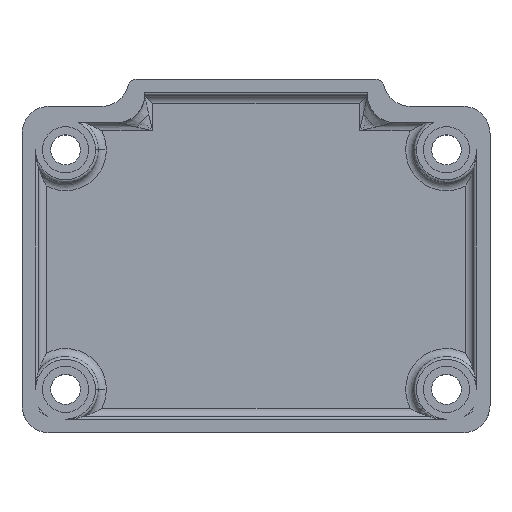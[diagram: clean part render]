
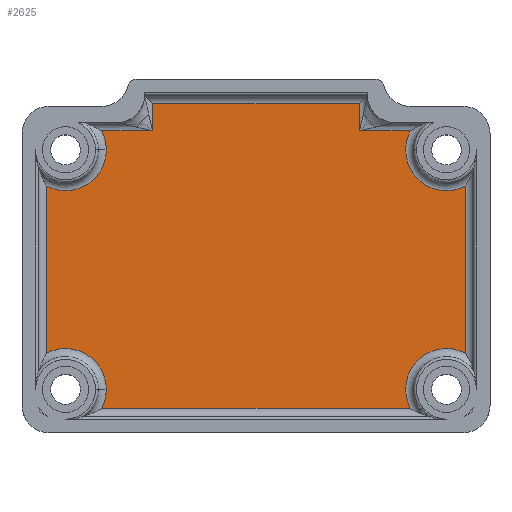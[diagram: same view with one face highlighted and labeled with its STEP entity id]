
A CAD part, top view. The second image highlights one B-rep face of the part: STEP entity #2625.
In plain terms, the highlighted planar face has unit normal (0, 0, 1).
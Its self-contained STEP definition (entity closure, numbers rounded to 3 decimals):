
#47 = CIRCLE ( 'NONE', #1263, 7.5 ) ;
#248 = FACE_OUTER_BOUND ( 'NONE', #2095, .T. ) ;
#408 = CIRCLE ( 'NONE', #1457, 7.5 ) ;
#432 = VECTOR ( 'NONE', #3291, 1000. ) ;
#434 = VECTOR ( 'NONE', #3289, 1000. ) ;
#435 = LINE ( 'NONE', #3290, #432 ) ;
#436 = VECTOR ( 'NONE', #3287, 1000. ) ;
#437 = LINE ( 'NONE', #3288, #434 ) ;
#440 = LINE ( 'NONE', #3286, #436 ) ;
#443 = VECTOR ( 'NONE', #3254, 1000. ) ;
#446 = LINE ( 'NONE', #3253, #443 ) ;
#447 = VECTOR ( 'NONE', #1162, 1000. ) ;
#448 = CIRCLE ( 'NONE', #1470, 7.5 ) ;
#450 = LINE ( 'NONE', #1160, #447 ) ;
#452 = VECTOR ( 'NONE', #3252, 1000. ) ;
#454 = LINE ( 'NONE', #1163, #452 ) ;
#455 = CIRCLE ( 'NONE', #1471, 7.5 ) ;
#458 = VECTOR ( 'NONE', #3464, 1000. ) ;
#460 = VECTOR ( 'NONE', #3454, 1000. ) ;
#461 = LINE ( 'NONE', #3463, #458 ) ;
#462 = CIRCLE ( 'NONE', #1472, 7.5 ) ;
#463 = LINE ( 'NONE', #3459, #460 ) ;
#465 = CIRCLE ( 'NONE', #1475, 7.5 ) ;
#739 = CARTESIAN_POINT ( 'NONE',  ( -27.5, 22.406, 3. ) ) ;
#740 = CARTESIAN_POINT ( 'NONE',  ( -28.367, 25.906, 3. ) ) ;
#743 = CARTESIAN_POINT ( 'NONE',  ( -27.5, -21.594, 3. ) ) ;
#744 = CARTESIAN_POINT ( 'NONE',  ( -38.5, -14.961, 3. ) ) ;
#781 = CARTESIAN_POINT ( 'NONE',  ( -38.5, 15.772, 3. ) ) ;
#784 = CARTESIAN_POINT ( 'NONE',  ( 28.367, -25.094, 3. ) ) ;
#785 = CARTESIAN_POINT ( 'NONE',  ( -28.367, -25.094, 3. ) ) ;
#924 = CARTESIAN_POINT ( 'NONE',  ( -35., -21.594, 3. ) ) ;
#925 = DIRECTION ( 'NONE',  ( 0., 0., -1. ) ) ;
#926 = DIRECTION ( 'NONE',  ( 1., 0., 0. ) ) ;
#992 = CARTESIAN_POINT ( 'NONE',  ( -19., 25.906, 3. ) ) ;
#993 = CARTESIAN_POINT ( 'NONE',  ( -19., 30.906, 3. ) ) ;
#994 = CARTESIAN_POINT ( 'NONE',  ( 19., 30.906, 3. ) ) ;
#995 = CARTESIAN_POINT ( 'NONE',  ( 19., 25.906, 3. ) ) ;
#996 = CARTESIAN_POINT ( 'NONE',  ( 28.367, 25.906, 3. ) ) ;
#997 = CARTESIAN_POINT ( 'NONE',  ( 38.5, 15.772, 3. ) ) ;
#998 = CARTESIAN_POINT ( 'NONE',  ( 38.5, -14.961, 3. ) ) ;
#1160 = CARTESIAN_POINT ( 'NONE',  ( 38.5, 19.089, 3. ) ) ;
#1162 = DIRECTION ( 'NONE',  ( 0., 1., 0. ) ) ;
#1163 = CARTESIAN_POINT ( 'NONE',  ( 31.683, -25.094, 3. ) ) ;
#1263 = AXIS2_PLACEMENT_3D ( 'NONE', #924, #925, #926 ) ;
#1344 = AXIS2_PLACEMENT_3D ( 'NONE', #3499, #3510, #3511 ) ;
#1457 = AXIS2_PLACEMENT_3D ( 'NONE', #3339, #3340, #3341 ) ;
#1470 = AXIS2_PLACEMENT_3D ( 'NONE', #3258, #3259, #3260 ) ;
#1471 = AXIS2_PLACEMENT_3D ( 'NONE', #3255, #3256, #3257 ) ;
#1472 = AXIS2_PLACEMENT_3D ( 'NONE', #3474, #3475, #3476 ) ;
#1475 = AXIS2_PLACEMENT_3D ( 'NONE', #3460, #3461, #3462 ) ;
#1507 = ORIENTED_EDGE ( 'NONE', *, *, #2226, .T. ) ;
#1512 = ORIENTED_EDGE ( 'NONE', *, *, #2223, .T. ) ;
#1513 = ORIENTED_EDGE ( 'NONE', *, *, #2221, .T. ) ;
#1514 = ORIENTED_EDGE ( 'NONE', *, *, #2265, .T. ) ;
#1515 = ORIENTED_EDGE ( 'NONE', *, *, #3039, .T. ) ;
#1516 = ORIENTED_EDGE ( 'NONE', *, *, #2222, .T. ) ;
#1518 = ORIENTED_EDGE ( 'NONE', *, *, #2246, .T. ) ;
#1519 = ORIENTED_EDGE ( 'NONE', *, *, #2245, .T. ) ;
#1526 = ORIENTED_EDGE ( 'NONE', *, *, #2238, .T. ) ;
#1527 = ORIENTED_EDGE ( 'NONE', *, *, #2239, .T. ) ;
#1528 = ORIENTED_EDGE ( 'NONE', *, *, #2235, .T. ) ;
#1530 = ORIENTED_EDGE ( 'NONE', *, *, #2236, .T. ) ;
#1532 = ORIENTED_EDGE ( 'NONE', *, *, #2237, .T. ) ;
#1533 = ORIENTED_EDGE ( 'NONE', *, *, #2244, .T. ) ;
#1987 = VERTEX_POINT ( 'NONE', #992 ) ;
#1988 = VERTEX_POINT ( 'NONE', #993 ) ;
#1989 = VERTEX_POINT ( 'NONE', #994 ) ;
#1990 = VERTEX_POINT ( 'NONE', #995 ) ;
#1991 = VERTEX_POINT ( 'NONE', #996 ) ;
#1996 = VERTEX_POINT ( 'NONE', #997 ) ;
#1997 = VERTEX_POINT ( 'NONE', #998 ) ;
#1999 = VERTEX_POINT ( 'NONE', #781 ) ;
#2002 = VERTEX_POINT ( 'NONE', #784 ) ;
#2003 = VERTEX_POINT ( 'NONE', #785 ) ;
#2043 = VERTEX_POINT ( 'NONE', #739 ) ;
#2044 = VERTEX_POINT ( 'NONE', #740 ) ;
#2047 = VERTEX_POINT ( 'NONE', #743 ) ;
#2048 = VERTEX_POINT ( 'NONE', #744 ) ;
#2095 = EDGE_LOOP ( 'NONE', ( #1528, #1530, #1532, #1526, #1527, #1533, #1519, #1518, #1516, #1514, #1513, #1512, #1515, #1507 ) ) ;
#2221 = EDGE_CURVE ( 'NONE', #2043, #1999, #465, .T. ) ;
#2222 = EDGE_CURVE ( 'NONE', #1987, #2044, #463, .T. ) ;
#2223 = EDGE_CURVE ( 'NONE', #1999, #2048, #461, .T. ) ;
#2226 = EDGE_CURVE ( 'NONE', #2047, #2003, #462, .T. ) ;
#2235 = EDGE_CURVE ( 'NONE', #2003, #2002, #454, .T. ) ;
#2236 = EDGE_CURVE ( 'NONE', #2002, #1997, #455, .T. ) ;
#2237 = EDGE_CURVE ( 'NONE', #1997, #1996, #450, .T. ) ;
#2238 = EDGE_CURVE ( 'NONE', #1996, #1991, #448, .T. ) ;
#2239 = EDGE_CURVE ( 'NONE', #1991, #1990, #446, .T. ) ;
#2244 = EDGE_CURVE ( 'NONE', #1990, #1989, #440, .T. ) ;
#2245 = EDGE_CURVE ( 'NONE', #1989, #1988, #437, .T. ) ;
#2246 = EDGE_CURVE ( 'NONE', #1988, #1987, #435, .T. ) ;
#2265 = EDGE_CURVE ( 'NONE', #2044, #2043, #408, .T. ) ;
#2625 = ADVANCED_FACE ( 'NONE', ( #248 ), #3508, .T. ) ;
#3039 = EDGE_CURVE ( 'NONE', #2048, #2047, #47, .T. ) ;
#3252 = DIRECTION ( 'NONE',  ( 1., 0., 0. ) ) ;
#3253 = CARTESIAN_POINT ( 'NONE',  ( 20.5, 25.906, 3. ) ) ;
#3254 = DIRECTION ( 'NONE',  ( -1., 0., 0. ) ) ;
#3255 = CARTESIAN_POINT ( 'NONE',  ( 35., -21.594, 3. ) ) ;
#3256 = DIRECTION ( 'NONE',  ( 0., 0., -1. ) ) ;
#3257 = DIRECTION ( 'NONE',  ( 1., 0., 0. ) ) ;
#3258 = CARTESIAN_POINT ( 'NONE',  ( 35., 22.406, 3. ) ) ;
#3259 = DIRECTION ( 'NONE',  ( 0., 0., -1. ) ) ;
#3260 = DIRECTION ( 'NONE',  ( 1., 0., 0. ) ) ;
#3286 = CARTESIAN_POINT ( 'NONE',  ( 19., 32.406, 3. ) ) ;
#3287 = DIRECTION ( 'NONE',  ( 0., 1., 0. ) ) ;
#3288 = CARTESIAN_POINT ( 'NONE',  ( -20.5, 30.906, 3. ) ) ;
#3289 = DIRECTION ( 'NONE',  ( -1., 0., 0. ) ) ;
#3290 = CARTESIAN_POINT ( 'NONE',  ( -19., 27.406, 3. ) ) ;
#3291 = DIRECTION ( 'NONE',  ( 0., -1., 0. ) ) ;
#3339 = CARTESIAN_POINT ( 'NONE',  ( -35., 22.406, 3. ) ) ;
#3340 = DIRECTION ( 'NONE',  ( 0., 0., -1. ) ) ;
#3341 = DIRECTION ( 'NONE',  ( 1., 0., 0. ) ) ;
#3454 = DIRECTION ( 'NONE',  ( -1., 0., 0. ) ) ;
#3459 = CARTESIAN_POINT ( 'NONE',  ( -31.683, 25.906, 3. ) ) ;
#3460 = CARTESIAN_POINT ( 'NONE',  ( -35., 22.406, 3. ) ) ;
#3461 = DIRECTION ( 'NONE',  ( 0., 0., -1. ) ) ;
#3462 = DIRECTION ( 'NONE',  ( 1., 0., 0. ) ) ;
#3463 = CARTESIAN_POINT ( 'NONE',  ( -38.5, -18.278, 3. ) ) ;
#3464 = DIRECTION ( 'NONE',  ( 0., -1., 0. ) ) ;
#3474 = CARTESIAN_POINT ( 'NONE',  ( -35., -21.594, 3. ) ) ;
#3475 = DIRECTION ( 'NONE',  ( 0., 0., -1. ) ) ;
#3476 = DIRECTION ( 'NONE',  ( 1., 0., 0. ) ) ;
#3499 = CARTESIAN_POINT ( 'NONE',  ( 43., -29.594, 3. ) ) ;
#3508 = PLANE ( 'NONE',  #1344 ) ;
#3510 = DIRECTION ( 'NONE',  ( 0., 0., 1. ) ) ;
#3511 = DIRECTION ( 'NONE',  ( 1., 0., 0. ) ) ;
